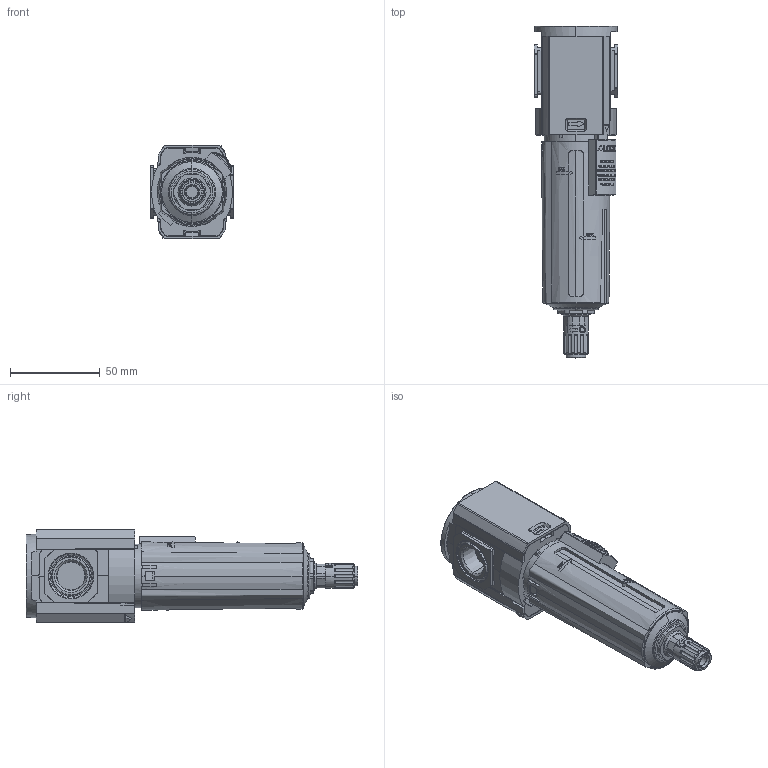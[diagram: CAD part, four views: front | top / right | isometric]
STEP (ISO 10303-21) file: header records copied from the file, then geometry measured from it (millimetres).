
FILE_DESCRIPTION (( 'STEP AP203' ), '1' );
FILE_NAME ('F82G-3AN-AP3.step', '2021-09-07T18:22:39', ( '' ), ( '' ), 'SwSTEP 2.0', 'SolidWorks 2021', '' );
FILE_SCHEMA (( 'CONFIG_CONTROL_DESIGN' ));
Length unit declared in the file: inch
Products named in the file (1): F82G-3AN-AP3
Bounding box: 46.5 x 184.79 x 52 mm (x, y, z)
Volume: 215885.2 mm3; surface area: 57309.8 mm2
Topology: 5 solids, 5 shells, 1179 faces, 3278 edges, 2154 vertices
Faces by surface type: plane 508, cylinder 428, cone 113, bspline 106, torus 24
Entity records: 43082 total; most frequent: CARTESIAN_POINT 14727, ORIENTED_EDGE 6548, DIRECTION 5151, EDGE_CURVE 3274, VERTEX_POINT 2154, AXIS2_PLACEMENT_3D 1842, LINE 1467, VECTOR 1467
